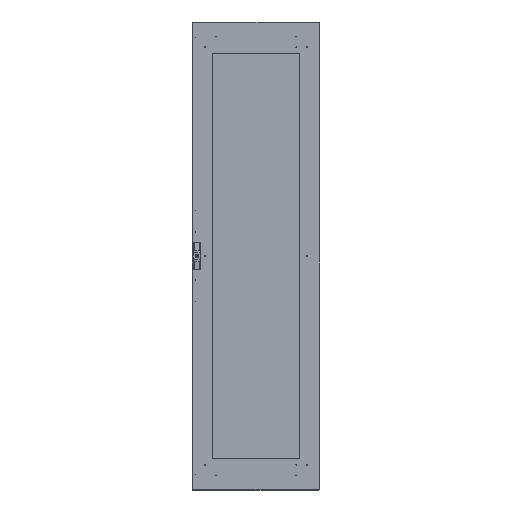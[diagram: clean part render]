
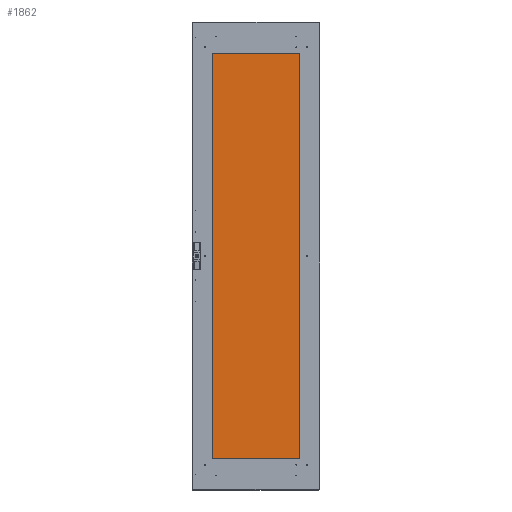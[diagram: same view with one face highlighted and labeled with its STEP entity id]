
A CAD part, top view. The second image highlights one B-rep face of the part: STEP entity #1862.
In plain terms, the highlighted planar face has unit normal (0, 0, 1).
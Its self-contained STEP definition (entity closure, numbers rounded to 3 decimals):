
#1042 = DIRECTION ( 'NONE',  ( 0., 0., 1. ) ) ;
#1499 = CARTESIAN_POINT ( 'NONE',  ( -223.5, -965., 4. ) ) ;
#1862 = ADVANCED_FACE ( 'NONE', ( #5661 ), #33610, .T. ) ;
#3864 = LINE ( 'NONE', #8257, #41317 ) ;
#5661 = FACE_OUTER_BOUND ( 'NONE', #13174, .T. ) ;
#7016 = LINE ( 'NONE', #12684, #26486 ) ;
#7863 = VERTEX_POINT ( 'NONE', #32220 ) ;
#8257 = CARTESIAN_POINT ( 'NONE',  ( -224.5, 965., 4. ) ) ;
#8509 = CARTESIAN_POINT ( 'NONE',  ( 223.5, 965., 4. ) ) ;
#8855 = CARTESIAN_POINT ( 'NONE',  ( -223.5, -966., 4. ) ) ;
#12203 = EDGE_CURVE ( 'NONE', #28355, #7863, #3864, .T. ) ;
#12653 = ORIENTED_EDGE ( 'NONE', *, *, #34908, .T. ) ;
#12684 = CARTESIAN_POINT ( 'NONE',  ( 223.5, 966., 4. ) ) ;
#13174 = EDGE_LOOP ( 'NONE', ( #31575, #12653, #21197, #27402 ) ) ;
#13633 = CARTESIAN_POINT ( 'NONE',  ( 224.5, -965., 4. ) ) ;
#14421 = DIRECTION ( 'NONE',  ( -1., 0., 0. ) ) ;
#17191 = DIRECTION ( 'NONE',  ( 1., 0., 0. ) ) ;
#21197 = ORIENTED_EDGE ( 'NONE', *, *, #12203, .T. ) ;
#21896 = EDGE_CURVE ( 'NONE', #32079, #21943, #38136, .T. ) ;
#21943 = VERTEX_POINT ( 'NONE', #29895 ) ;
#21997 = DIRECTION ( 'NONE',  ( 0., -1., 0. ) ) ;
#23908 = EDGE_CURVE ( 'NONE', #7863, #32079, #42101, .T. ) ;
#25682 = DIRECTION ( 'NONE',  ( 0., 1., 0. ) ) ;
#26486 = VECTOR ( 'NONE', #25682, 1000. ) ;
#26540 = AXIS2_PLACEMENT_3D ( 'NONE', #27175, #1042, #17191 ) ;
#27045 = DIRECTION ( 'NONE',  ( 1., 0., 0. ) ) ;
#27175 = CARTESIAN_POINT ( 'NONE',  ( 0., 0., 4. ) ) ;
#27402 = ORIENTED_EDGE ( 'NONE', *, *, #23908, .T. ) ;
#28355 = VERTEX_POINT ( 'NONE', #8509 ) ;
#29404 = VECTOR ( 'NONE', #27045, 1000. ) ;
#29895 = CARTESIAN_POINT ( 'NONE',  ( 223.5, -965., 4. ) ) ;
#31575 = ORIENTED_EDGE ( 'NONE', *, *, #21896, .T. ) ;
#32079 = VERTEX_POINT ( 'NONE', #1499 ) ;
#32220 = CARTESIAN_POINT ( 'NONE',  ( -223.5, 965., 4. ) ) ;
#32326 = VECTOR ( 'NONE', #21997, 1000. ) ;
#33610 = PLANE ( 'NONE',  #26540 ) ;
#34908 = EDGE_CURVE ( 'NONE', #21943, #28355, #7016, .T. ) ;
#38136 = LINE ( 'NONE', #13633, #29404 ) ;
#41317 = VECTOR ( 'NONE', #14421, 1000. ) ;
#42101 = LINE ( 'NONE', #8855, #32326 ) ;
